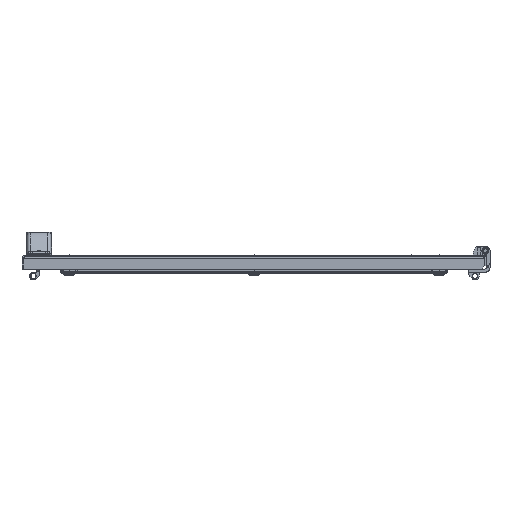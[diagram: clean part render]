
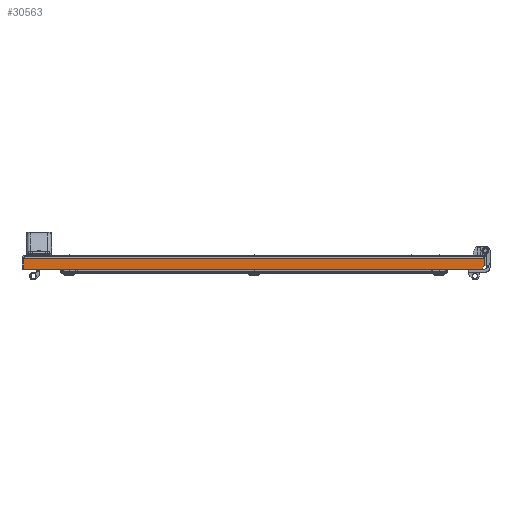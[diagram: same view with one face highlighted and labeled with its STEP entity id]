
A CAD part, front view. The second image highlights one B-rep face of the part: STEP entity #30563.
In plain terms, the highlighted planar face has unit normal (0, -1, 0).
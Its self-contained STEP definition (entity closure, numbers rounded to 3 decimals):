
#187 = VERTEX_POINT ( 'NONE', #19947 ) ;
#220 = DIRECTION ( 'NONE',  ( 1., 0., 0. ) ) ;
#1009 = VECTOR ( 'NONE', #29327, 1000. ) ;
#4885 = AXIS2_PLACEMENT_3D ( 'NONE', #34964, #6040, #18339 ) ;
#6037 = EDGE_CURVE ( 'NONE', #34091, #187, #42764, .T. ) ;
#6040 = DIRECTION ( 'NONE',  ( 0., 1., 0. ) ) ;
#8273 = ORIENTED_EDGE ( 'NONE', *, *, #6037, .F. ) ;
#8962 = LINE ( 'NONE', #45123, #51222 ) ;
#9802 = VECTOR ( 'NONE', #12141, 1000. ) ;
#11042 = ORIENTED_EDGE ( 'NONE', *, *, #23619, .T. ) ;
#11301 = VERTEX_POINT ( 'NONE', #52493 ) ;
#12141 = DIRECTION ( 'NONE',  ( 0.707, 0., 0.707 ) ) ;
#13156 = CARTESIAN_POINT ( 'NONE',  ( 296.329, -992., 0. ) ) ;
#18124 = FACE_OUTER_BOUND ( 'NONE', #50490, .T. ) ;
#18339 = DIRECTION ( 'NONE',  ( 0., 0., 1. ) ) ;
#19947 = CARTESIAN_POINT ( 'NONE',  ( 296.329, -992., -11. ) ) ;
#23619 = EDGE_CURVE ( 'NONE', #11301, #187, #45636, .T. ) ;
#25286 = ORIENTED_EDGE ( 'NONE', *, *, #38268, .T. ) ;
#25404 = VECTOR ( 'NONE', #45894, 1000. ) ;
#25604 = EDGE_CURVE ( 'NONE', #28620, #34091, #8962, .T. ) ;
#25889 = DIRECTION ( 'NONE',  ( 0., 0., -1. ) ) ;
#27186 = CARTESIAN_POINT ( 'NONE',  ( -296.329, -992., -16. ) ) ;
#28620 = VERTEX_POINT ( 'NONE', #28957 ) ;
#28957 = CARTESIAN_POINT ( 'NONE',  ( -296.329, -992., -2. ) ) ;
#29327 = DIRECTION ( 'NONE',  ( 1., 0., 0. ) ) ;
#30205 = VERTEX_POINT ( 'NONE', #27186 ) ;
#30563 = ADVANCED_FACE ( '�����12', ( #18124 ), #51273, .F. ) ;
#33173 = ORIENTED_EDGE ( 'NONE', *, *, #37045, .T. ) ;
#34091 = VERTEX_POINT ( 'NONE', #46722 ) ;
#34964 = CARTESIAN_POINT ( 'NONE',  ( -298.4, -992., 0. ) ) ;
#35875 = ORIENTED_EDGE ( 'NONE', *, *, #25604, .F. ) ;
#36203 = LINE ( 'NONE', #45632, #1009 ) ;
#37045 = EDGE_CURVE ( '������14', #28620, #30205, #47858, .T. ) ;
#38268 = EDGE_CURVE ( 'NONE', #30205, #11301, #36203, .T. ) ;
#40740 = CARTESIAN_POINT ( 'NONE',  ( 296.329, -992., -11. ) ) ;
#42203 = CARTESIAN_POINT ( 'NONE',  ( -296.329, -992., 0. ) ) ;
#42764 = LINE ( 'NONE', #13156, #25404 ) ;
#44013 = VECTOR ( 'NONE', #25889, 1000. ) ;
#45123 = CARTESIAN_POINT ( 'NONE',  ( 298.4, -992., -2. ) ) ;
#45632 = CARTESIAN_POINT ( 'NONE',  ( -298.4, -992., -16. ) ) ;
#45636 = LINE ( 'NONE', #40740, #9802 ) ;
#45894 = DIRECTION ( 'NONE',  ( 0., 0., -1. ) ) ;
#46722 = CARTESIAN_POINT ( 'NONE',  ( 296.329, -992., -2. ) ) ;
#47858 = LINE ( 'NONE', #42203, #44013 ) ;
#50490 = EDGE_LOOP ( 'NONE', ( #25286, #11042, #8273, #35875, #33173 ) ) ;
#51222 = VECTOR ( 'NONE', #220, 1000. ) ;
#51273 = PLANE ( 'NONE',  #4885 ) ;
#52493 = CARTESIAN_POINT ( 'NONE',  ( 291.329, -992., -16. ) ) ;
